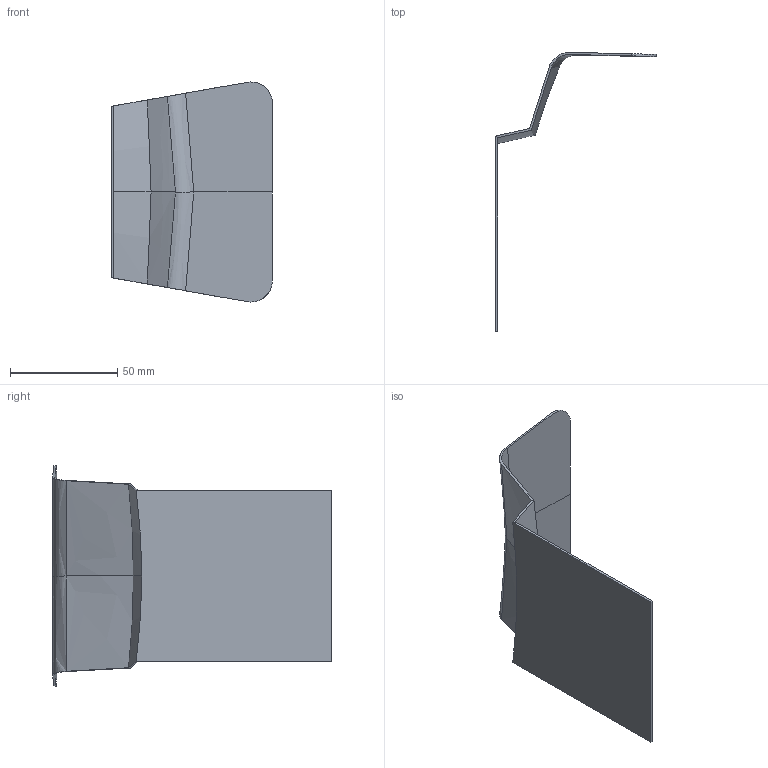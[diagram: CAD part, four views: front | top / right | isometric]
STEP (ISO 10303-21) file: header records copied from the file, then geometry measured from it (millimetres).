
FILE_DESCRIPTION(('produced by SPATIAL CORP'),'2;1');
FILE_NAME( 'tape_cover.prt.hh.sat.stp','2002-04-19T14:10:35+00:00',('SPATIAL CORP'),('SPATIAL CORP'), 'ACIS STEP Husk','http://www.spatial.com','SPATIAL CORP');
FILE_SCHEMA(('CONFIG_CONTROL_DESIGN'));
Length unit declared in the file: millimetre
Products named in the file (1): PRODUCT_ID_1
Bounding box: 75 x 130.08 x 102.61 mm (x, y, z)
Volume: 16199.5 mm3; surface area: 32949.4 mm2
Topology: 1 solids, 1 shells, 30 faces, 70 edges, 42 vertices
Faces by surface type: bspline 26, plane 4
Entity records: 4350 total; most frequent: CARTESIAN_POINT 3853, ORIENTED_EDGE 140, EDGE_CURVE 70, VERTEX_POINT 42, EDGE_LOOP 30, FACE_BOUND 30, ADVANCED_FACE 30, B_SPLINE_CURVE_WITH_KNOTS 18
